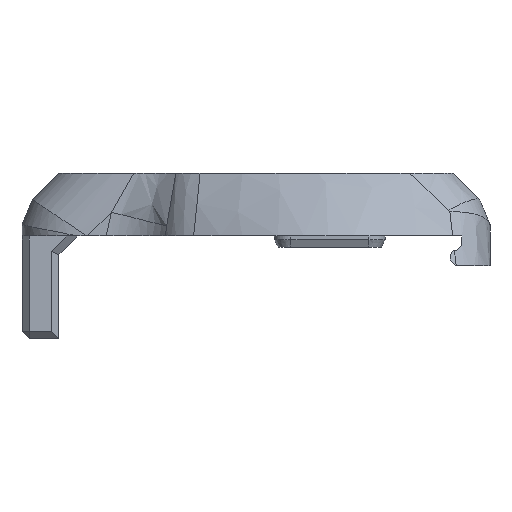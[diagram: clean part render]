
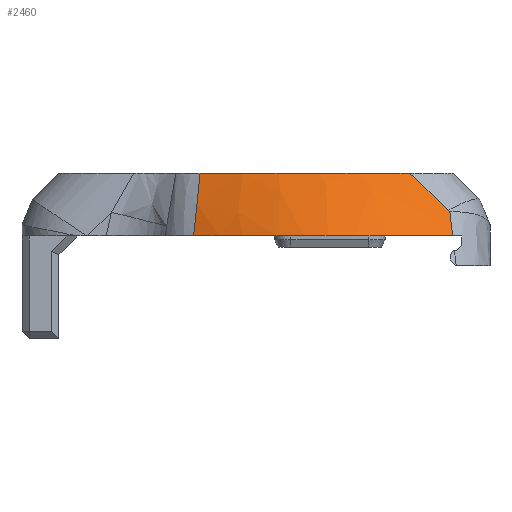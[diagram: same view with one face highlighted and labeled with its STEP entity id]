
A CAD part, front view. The second image highlights one B-rep face of the part: STEP entity #2460.
In plain terms, the highlighted conical face has half-angle 56.494 degrees and reference radius 8.431 mm.
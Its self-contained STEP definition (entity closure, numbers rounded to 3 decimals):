
#38=CONICAL_SURFACE('',#2637,8.432,0.986);
#62=(
BOUNDED_CURVE()
B_SPLINE_CURVE(2,(#3586,#3587,#3588),.UNSPECIFIED.,.F.,.F.)
B_SPLINE_CURVE_WITH_KNOTS((3,3),(0.219,1.974),
 .UNSPECIFIED.)
CURVE()
GEOMETRIC_REPRESENTATION_ITEM()
RATIONAL_B_SPLINE_CURVE((1.191,1.871,1.146))
REPRESENTATION_ITEM('')
);
#68=(
BOUNDED_CURVE()
B_SPLINE_CURVE(2,(#4056,#4057,#4058),.UNSPECIFIED.,.F.,.F.)
B_SPLINE_CURVE_WITH_KNOTS((3,3),(3.183,6.365),
 .UNSPECIFIED.)
CURVE()
GEOMETRIC_REPRESENTATION_ITEM()
RATIONAL_B_SPLINE_CURVE((2.601,2.955,2.417))
REPRESENTATION_ITEM('')
);
#93=B_SPLINE_CURVE_WITH_KNOTS('',3,(#4020,#4021,#4022,#4023),
 .UNSPECIFIED.,.F.,.F.,(4,4),(1.794,2.131),
 .UNSPECIFIED.);
#97=B_SPLINE_CURVE_WITH_KNOTS('',3,(#4042,#4043,#4044,#4045),
 .UNSPECIFIED.,.F.,.F.,(4,4),(-1.96,-1.833),
 .UNSPECIFIED.);
#98=B_SPLINE_CURVE_WITH_KNOTS('',3,(#4047,#4048,#4049,#4050),
 .UNSPECIFIED.,.F.,.F.,(4,4),(1.197,1.206),
 .UNSPECIFIED.);
#99=B_SPLINE_CURVE_WITH_KNOTS('',3,(#4052,#4053,#4054,#4055),
 .UNSPECIFIED.,.F.,.F.,(4,4),(1.198,1.437),
 .UNSPECIFIED.);
#255=FACE_OUTER_BOUND('',#402,.T.);
#402=EDGE_LOOP('',(#1993,#1994,#1995,#1996,#1997,#1998));
#1059=VERTEX_POINT('',#3577);
#1060=VERTEX_POINT('',#3585);
#1147=VERTEX_POINT('',#4019);
#1149=VERTEX_POINT('',#4041);
#1150=VERTEX_POINT('',#4046);
#1151=VERTEX_POINT('',#4051);
#1329=EDGE_CURVE('',#1059,#1060,#62,.T.);
#1458=EDGE_CURVE('',#1060,#1147,#93,.T.);
#1462=EDGE_CURVE('',#1149,#1059,#97,.T.);
#1463=EDGE_CURVE('',#1150,#1149,#98,.T.);
#1464=EDGE_CURVE('',#1151,#1150,#99,.T.);
#1465=EDGE_CURVE('',#1147,#1151,#68,.F.);
#1993=ORIENTED_EDGE('',*,*,#1329,.F.);
#1994=ORIENTED_EDGE('',*,*,#1462,.F.);
#1995=ORIENTED_EDGE('',*,*,#1463,.F.);
#1996=ORIENTED_EDGE('',*,*,#1464,.F.);
#1997=ORIENTED_EDGE('',*,*,#1465,.F.);
#1998=ORIENTED_EDGE('',*,*,#1458,.F.);
#2460=ADVANCED_FACE('',(#255),#38,.T.);
#2637=AXIS2_PLACEMENT_3D('',#4040,#3135,#3136);
#3135=DIRECTION('center_axis',(0.,1.,0.));
#3136=DIRECTION('ref_axis',(1.,0.,0.));
#3577=CARTESIAN_POINT('',(6.645,-4.827,5.6));
#3585=CARTESIAN_POINT('',(-7.37,-4.455,5.6));
#3586=CARTESIAN_POINT('Ctrl Pts',(6.645,-4.827,5.6));
#3587=CARTESIAN_POINT('Ctrl Pts',(-0.143,-8.264,
5.6));
#3588=CARTESIAN_POINT('Ctrl Pts',(-7.37,-4.455,5.6));
#4019=CARTESIAN_POINT('',(-7.02,-3.026,9.));
#4020=CARTESIAN_POINT('Ctrl Pts',(-7.37,-4.455,5.6));
#4021=CARTESIAN_POINT('Ctrl Pts',(-7.238,-4.038,6.815));
#4022=CARTESIAN_POINT('Ctrl Pts',(-7.119,-3.546,7.93));
#4023=CARTESIAN_POINT('Ctrl Pts',(-7.02,-3.026,9.));
#4040=CARTESIAN_POINT('Origin',(-0.002,-5.,0.));
#4041=CARTESIAN_POINT('',(6.491,-4.304,6.912));
#4042=CARTESIAN_POINT('Ctrl Pts',(6.491,-4.305,6.912));
#4043=CARTESIAN_POINT('Ctrl Pts',(6.541,-4.488,6.488));
#4044=CARTESIAN_POINT('Ctrl Pts',(6.593,-4.664,6.053));
#4045=CARTESIAN_POINT('Ctrl Pts',(6.647,-4.829,5.601));
#4046=CARTESIAN_POINT('',(6.443,-4.28,7.005));
#4047=CARTESIAN_POINT('Ctrl Pts',(6.443,-4.28,7.005));
#4048=CARTESIAN_POINT('Ctrl Pts',(6.459,-4.288,6.974));
#4049=CARTESIAN_POINT('Ctrl Pts',(6.475,-4.296,6.943));
#4050=CARTESIAN_POINT('Ctrl Pts',(6.491,-4.304,6.912));
#4051=CARTESIAN_POINT('',(4.294,-3.98,9.));
#4052=CARTESIAN_POINT('Ctrl Pts',(4.294,-3.98,9.));
#4053=CARTESIAN_POINT('Ctrl Pts',(5.003,-4.151,8.374));
#4054=CARTESIAN_POINT('Ctrl Pts',(5.731,-4.257,7.703));
#4055=CARTESIAN_POINT('Ctrl Pts',(6.443,-4.279,7.005));
#4056=CARTESIAN_POINT('Ctrl Pts',(4.294,-3.98,9.));
#4057=CARTESIAN_POINT('Ctrl Pts',(-0.982,-5.484,
9.));
#4058=CARTESIAN_POINT('Ctrl Pts',(-7.02,-3.026,9.));
